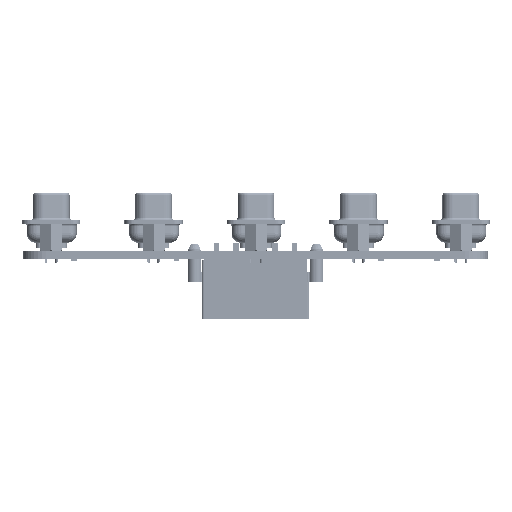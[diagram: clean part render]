
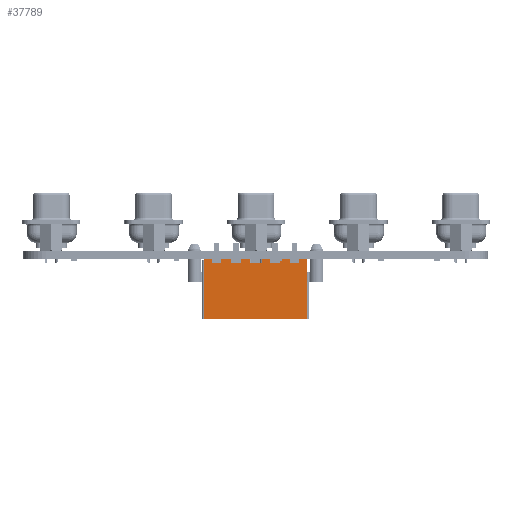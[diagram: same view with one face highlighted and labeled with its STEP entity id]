
A CAD part, front view. The second image highlights one B-rep face of the part: STEP entity #37789.
In plain terms, the highlighted face is planar.
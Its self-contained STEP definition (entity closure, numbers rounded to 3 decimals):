
#34827 = VERTEX_POINT('',#34828);
#34828 = CARTESIAN_POINT('',(-11.1,12.8,4.8));
#34834 = EDGE_CURVE('',#34827,#34835,#34837,.T.);
#34835 = VERTEX_POINT('',#34836);
#34836 = CARTESIAN_POINT('',(-11.1,0.,4.8));
#34837 = LINE('',#34838,#34839);
#34838 = CARTESIAN_POINT('',(-11.1,12.8,4.8));
#34839 = VECTOR('',#34840,1.);
#34840 = DIRECTION('',(0.,-1.,0.));
#35978 = EDGE_CURVE('',#35979,#35981,#35983,.T.);
#35979 = VERTEX_POINT('',#35980);
#35980 = CARTESIAN_POINT('',(7.4,0.8,4.8));
#35981 = VERTEX_POINT('',#35982);
#35982 = CARTESIAN_POINT('',(9.4,0.8,4.8));
#35983 = LINE('',#35984,#35985);
#35984 = CARTESIAN_POINT('',(7.4,0.8,4.8));
#35985 = VECTOR('',#35986,1.);
#35986 = DIRECTION('',(1.,0.,0.));
#36297 = EDGE_CURVE('',#36298,#36300,#36302,.T.);
#36298 = VERTEX_POINT('',#36299);
#36299 = CARTESIAN_POINT('',(9.4,0.,4.8));
#36300 = VERTEX_POINT('',#36301);
#36301 = CARTESIAN_POINT('',(11.1,0.,4.8));
#36302 = LINE('',#36303,#36304);
#36303 = CARTESIAN_POINT('',(9.4,0.,4.8));
#36304 = VECTOR('',#36305,1.);
#36305 = DIRECTION('',(1.,0.,0.));
#36359 = EDGE_CURVE('',#36360,#36362,#36364,.T.);
#36360 = VERTEX_POINT('',#36361);
#36361 = CARTESIAN_POINT('',(5.2,0.,4.8));
#36362 = VERTEX_POINT('',#36363);
#36363 = CARTESIAN_POINT('',(7.4,0.,4.8));
#36364 = LINE('',#36365,#36366);
#36365 = CARTESIAN_POINT('',(5.2,0.,4.8));
#36366 = VECTOR('',#36367,1.);
#36367 = DIRECTION('',(1.,0.,0.));
#36421 = EDGE_CURVE('',#36422,#36424,#36426,.T.);
#36422 = VERTEX_POINT('',#36423);
#36423 = CARTESIAN_POINT('',(1.,0.,4.8));
#36424 = VERTEX_POINT('',#36425);
#36425 = CARTESIAN_POINT('',(3.2,0.,4.8));
#36426 = LINE('',#36427,#36428);
#36427 = CARTESIAN_POINT('',(1.,0.,4.8));
#36428 = VECTOR('',#36429,1.);
#36429 = DIRECTION('',(1.,0.,0.));
#36483 = EDGE_CURVE('',#36484,#36486,#36488,.T.);
#36484 = VERTEX_POINT('',#36485);
#36485 = CARTESIAN_POINT('',(-3.2,0.,4.8));
#36486 = VERTEX_POINT('',#36487);
#36487 = CARTESIAN_POINT('',(-1.,0.,4.8));
#36488 = LINE('',#36489,#36490);
#36489 = CARTESIAN_POINT('',(-3.2,0.,4.8));
#36490 = VECTOR('',#36491,1.);
#36491 = DIRECTION('',(1.,0.,0.));
#36545 = EDGE_CURVE('',#34835,#36546,#36548,.T.);
#36546 = VERTEX_POINT('',#36547);
#36547 = CARTESIAN_POINT('',(-9.4,0.,4.8));
#36548 = LINE('',#36549,#36550);
#36549 = CARTESIAN_POINT('',(-11.1,0.,4.8));
#36550 = VECTOR('',#36551,1.);
#36551 = DIRECTION('',(1.,0.,0.));
#36569 = EDGE_CURVE('',#36570,#36572,#36574,.T.);
#36570 = VERTEX_POINT('',#36571);
#36571 = CARTESIAN_POINT('',(-7.4,0.,4.8));
#36572 = VERTEX_POINT('',#36573);
#36573 = CARTESIAN_POINT('',(-5.2,0.,4.8));
#36574 = LINE('',#36575,#36576);
#36575 = CARTESIAN_POINT('',(-7.4,0.,4.8));
#36576 = VECTOR('',#36577,1.);
#36577 = DIRECTION('',(1.,0.,0.));
#37176 = EDGE_CURVE('',#37177,#36300,#37179,.T.);
#37177 = VERTEX_POINT('',#37178);
#37178 = CARTESIAN_POINT('',(11.1,12.8,4.8));
#37179 = LINE('',#37180,#37181);
#37180 = CARTESIAN_POINT('',(11.1,12.8,4.8));
#37181 = VECTOR('',#37182,1.);
#37182 = DIRECTION('',(0.,-1.,0.));
#37226 = EDGE_CURVE('',#34827,#37177,#37227,.T.);
#37227 = LINE('',#37228,#37229);
#37228 = CARTESIAN_POINT('',(-11.1,12.8,4.8));
#37229 = VECTOR('',#37230,1.);
#37230 = DIRECTION('',(1.,0.,0.));
#37789 = ADVANCED_FACE('',(#37790),#37902,.T.);
#37790 = FACE_BOUND('',#37791,.F.);
#37791 = EDGE_LOOP('',(#37792,#37793,#37794,#37795,#37796,#37797,#37803,
    #37804,#37810,#37811,#37819,#37827,#37833,#37834,#37842,#37850,
    #37856,#37857,#37865,#37873,#37879,#37880,#37888,#37896));
#37792 = ORIENTED_EDGE('',*,*,#36545,.F.);
#37793 = ORIENTED_EDGE('',*,*,#34834,.F.);
#37794 = ORIENTED_EDGE('',*,*,#37226,.T.);
#37795 = ORIENTED_EDGE('',*,*,#37176,.T.);
#37796 = ORIENTED_EDGE('',*,*,#36297,.F.);
#37797 = ORIENTED_EDGE('',*,*,#37798,.T.);
#37798 = EDGE_CURVE('',#36298,#35981,#37799,.T.);
#37799 = LINE('',#37800,#37801);
#37800 = CARTESIAN_POINT('',(9.4,0.,4.8));
#37801 = VECTOR('',#37802,1.);
#37802 = DIRECTION('',(0.,1.,0.));
#37803 = ORIENTED_EDGE('',*,*,#35978,.F.);
#37804 = ORIENTED_EDGE('',*,*,#37805,.F.);
#37805 = EDGE_CURVE('',#36362,#35979,#37806,.T.);
#37806 = LINE('',#37807,#37808);
#37807 = CARTESIAN_POINT('',(7.4,0.,4.8));
#37808 = VECTOR('',#37809,1.);
#37809 = DIRECTION('',(0.,1.,0.));
#37810 = ORIENTED_EDGE('',*,*,#36359,.F.);
#37811 = ORIENTED_EDGE('',*,*,#37812,.T.);
#37812 = EDGE_CURVE('',#36360,#37813,#37815,.T.);
#37813 = VERTEX_POINT('',#37814);
#37814 = CARTESIAN_POINT('',(5.2,0.8,4.8));
#37815 = LINE('',#37816,#37817);
#37816 = CARTESIAN_POINT('',(5.2,0.,4.8));
#37817 = VECTOR('',#37818,1.);
#37818 = DIRECTION('',(0.,1.,0.));
#37819 = ORIENTED_EDGE('',*,*,#37820,.F.);
#37820 = EDGE_CURVE('',#37821,#37813,#37823,.T.);
#37821 = VERTEX_POINT('',#37822);
#37822 = CARTESIAN_POINT('',(3.2,0.8,4.8));
#37823 = LINE('',#37824,#37825);
#37824 = CARTESIAN_POINT('',(3.2,0.8,4.8));
#37825 = VECTOR('',#37826,1.);
#37826 = DIRECTION('',(1.,0.,0.));
#37827 = ORIENTED_EDGE('',*,*,#37828,.F.);
#37828 = EDGE_CURVE('',#36424,#37821,#37829,.T.);
#37829 = LINE('',#37830,#37831);
#37830 = CARTESIAN_POINT('',(3.2,0.,4.8));
#37831 = VECTOR('',#37832,1.);
#37832 = DIRECTION('',(0.,1.,0.));
#37833 = ORIENTED_EDGE('',*,*,#36421,.F.);
#37834 = ORIENTED_EDGE('',*,*,#37835,.T.);
#37835 = EDGE_CURVE('',#36422,#37836,#37838,.T.);
#37836 = VERTEX_POINT('',#37837);
#37837 = CARTESIAN_POINT('',(1.,0.8,4.8));
#37838 = LINE('',#37839,#37840);
#37839 = CARTESIAN_POINT('',(1.,0.,4.8));
#37840 = VECTOR('',#37841,1.);
#37841 = DIRECTION('',(0.,1.,0.));
#37842 = ORIENTED_EDGE('',*,*,#37843,.F.);
#37843 = EDGE_CURVE('',#37844,#37836,#37846,.T.);
#37844 = VERTEX_POINT('',#37845);
#37845 = CARTESIAN_POINT('',(-1.,0.8,4.8));
#37846 = LINE('',#37847,#37848);
#37847 = CARTESIAN_POINT('',(-1.,0.8,4.8));
#37848 = VECTOR('',#37849,1.);
#37849 = DIRECTION('',(1.,0.,0.));
#37850 = ORIENTED_EDGE('',*,*,#37851,.F.);
#37851 = EDGE_CURVE('',#36486,#37844,#37852,.T.);
#37852 = LINE('',#37853,#37854);
#37853 = CARTESIAN_POINT('',(-1.,0.,4.8));
#37854 = VECTOR('',#37855,1.);
#37855 = DIRECTION('',(0.,1.,0.));
#37856 = ORIENTED_EDGE('',*,*,#36483,.F.);
#37857 = ORIENTED_EDGE('',*,*,#37858,.T.);
#37858 = EDGE_CURVE('',#36484,#37859,#37861,.T.);
#37859 = VERTEX_POINT('',#37860);
#37860 = CARTESIAN_POINT('',(-3.2,0.8,4.8));
#37861 = LINE('',#37862,#37863);
#37862 = CARTESIAN_POINT('',(-3.2,0.,4.8));
#37863 = VECTOR('',#37864,1.);
#37864 = DIRECTION('',(0.,1.,0.));
#37865 = ORIENTED_EDGE('',*,*,#37866,.F.);
#37866 = EDGE_CURVE('',#37867,#37859,#37869,.T.);
#37867 = VERTEX_POINT('',#37868);
#37868 = CARTESIAN_POINT('',(-5.2,0.8,4.8));
#37869 = LINE('',#37870,#37871);
#37870 = CARTESIAN_POINT('',(-5.2,0.8,4.8));
#37871 = VECTOR('',#37872,1.);
#37872 = DIRECTION('',(1.,0.,0.));
#37873 = ORIENTED_EDGE('',*,*,#37874,.F.);
#37874 = EDGE_CURVE('',#36572,#37867,#37875,.T.);
#37875 = LINE('',#37876,#37877);
#37876 = CARTESIAN_POINT('',(-5.2,0.,4.8));
#37877 = VECTOR('',#37878,1.);
#37878 = DIRECTION('',(0.,1.,0.));
#37879 = ORIENTED_EDGE('',*,*,#36569,.F.);
#37880 = ORIENTED_EDGE('',*,*,#37881,.T.);
#37881 = EDGE_CURVE('',#36570,#37882,#37884,.T.);
#37882 = VERTEX_POINT('',#37883);
#37883 = CARTESIAN_POINT('',(-7.4,0.8,4.8));
#37884 = LINE('',#37885,#37886);
#37885 = CARTESIAN_POINT('',(-7.4,0.,4.8));
#37886 = VECTOR('',#37887,1.);
#37887 = DIRECTION('',(0.,1.,0.));
#37888 = ORIENTED_EDGE('',*,*,#37889,.F.);
#37889 = EDGE_CURVE('',#37890,#37882,#37892,.T.);
#37890 = VERTEX_POINT('',#37891);
#37891 = CARTESIAN_POINT('',(-9.4,0.8,4.8));
#37892 = LINE('',#37893,#37894);
#37893 = CARTESIAN_POINT('',(-9.4,0.8,4.8));
#37894 = VECTOR('',#37895,1.);
#37895 = DIRECTION('',(1.,0.,0.));
#37896 = ORIENTED_EDGE('',*,*,#37897,.F.);
#37897 = EDGE_CURVE('',#36546,#37890,#37898,.T.);
#37898 = LINE('',#37899,#37900);
#37899 = CARTESIAN_POINT('',(-9.4,0.,4.8));
#37900 = VECTOR('',#37901,1.);
#37901 = DIRECTION('',(0.,1.,0.));
#37902 = PLANE('',#37903);
#37903 = AXIS2_PLACEMENT_3D('',#37904,#37905,#37906);
#37904 = CARTESIAN_POINT('',(-11.1,12.8,4.8));
#37905 = DIRECTION('',(0.,0.,1.));
#37906 = DIRECTION('',(0.,-1.,0.));
